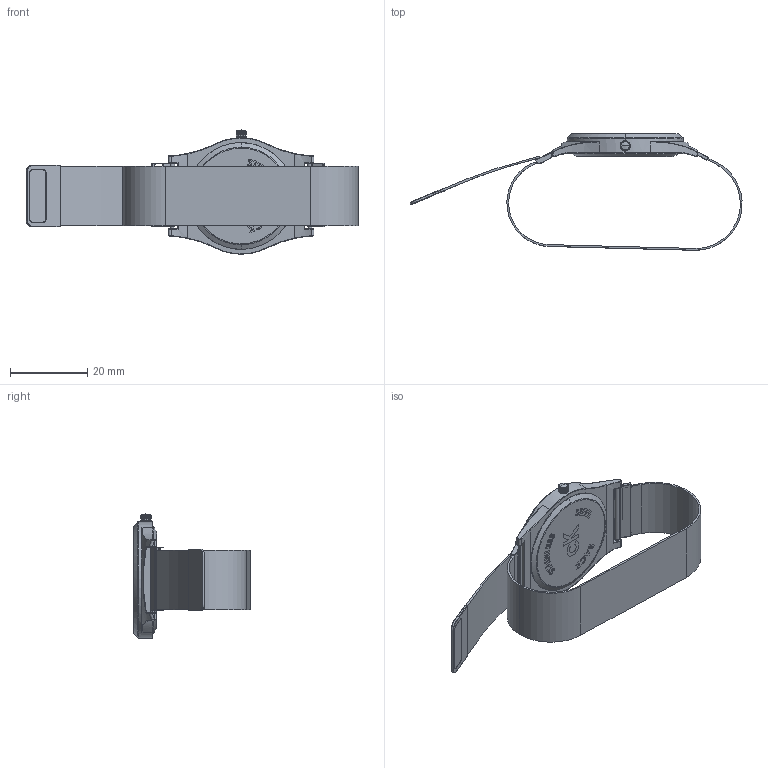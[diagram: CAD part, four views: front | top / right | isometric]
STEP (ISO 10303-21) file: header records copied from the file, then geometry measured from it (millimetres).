
FILE_DESCRIPTION(('FreeCAD Model'),'2;1');
FILE_NAME('Open CASCADE Shape Model','2025-04-27T21:12:26',('FreeCAD'),( 'FreeCAD'),'Open CASCADE STEP processor 7.6','FreeCAD','Unknown');
FILE_SCHEMA(('AUTOMOTIVE_DESIGN { 1 0 10303 214 1 1 1 1 }'));
Products named in the file (1): Open CASCADE STEP translator 7.6 1
Bounding box: 86.1 x 30.22 x 32.21 mm (x, y, z)
Volume: 4853.3 mm3; surface area: 8774.9 mm2
Topology: 8 solids, 8 shells, 1062 faces, 3094 edges, 2070 vertices
Faces by surface type: bspline 1062
Entity records: 38933 total; most frequent: CARTESIAN_POINT 21963, ORIENTED_EDGE 6142, EDGE_CURVE 3071, VERTEX_POINT 2070, B_SPLINE_CURVE_WITH_KNOTS 1857, FACE_BOUND 1121, EDGE_LOOP 1121, ADVANCED_FACE 1062
